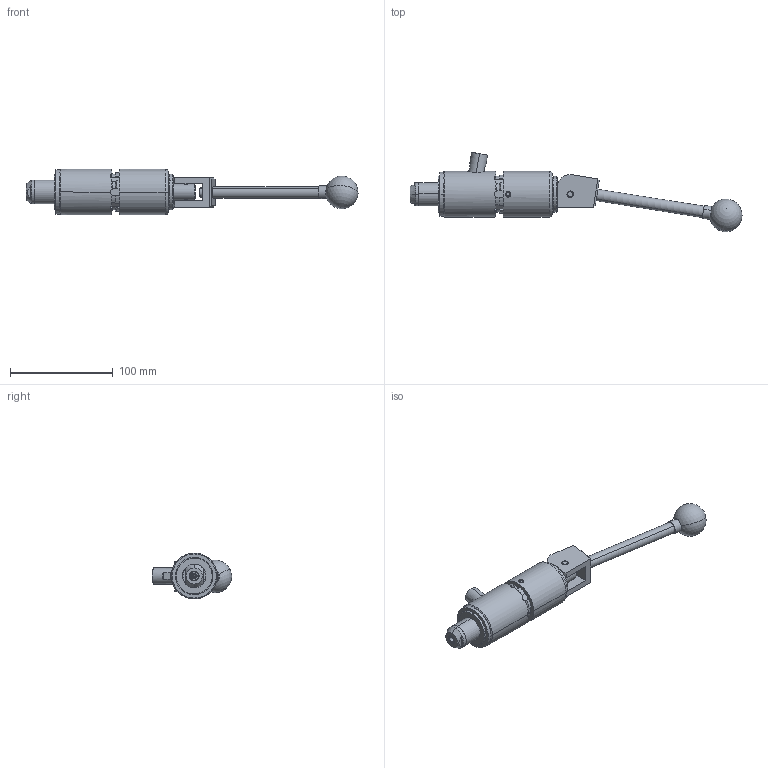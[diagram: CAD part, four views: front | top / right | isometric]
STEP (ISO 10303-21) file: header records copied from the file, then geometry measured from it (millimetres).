
FILE_DESCRIPTION (( 'STEP AP214' ), '1' );
FILE_NAME ('CTSC-003697.STEP', '2025-06-25T20:29:45', ( '' ), ( '' ), 'SwSTEP 2.0', 'SolidWorks 2023', '' );
FILE_SCHEMA (( 'AUTOMOTIVE_DESIGN' ));
Length unit declared in the file: inch
Products named in the file (1): CTSC-003697
Bounding box: 323.28 x 77.27 x 44.45 mm (x, y, z)
Volume: 231654.8 mm3; surface area: 51683.7 mm2
Topology: 9 solids, 9 shells, 309 faces, 764 edges, 488 vertices
Faces by surface type: cylinder 134, plane 114, cone 48, torus 8, bspline 3, sphere 2
Entity records: 14760 total; most frequent: CARTESIAN_POINT 3547, DIRECTION 1526, ORIENTED_EDGE 1510, EDGE_CURVE 755, AXIS2_PLACEMENT_3D 593, VERTEX_POINT 485, EDGE_LOOP 348, VECTOR 340
